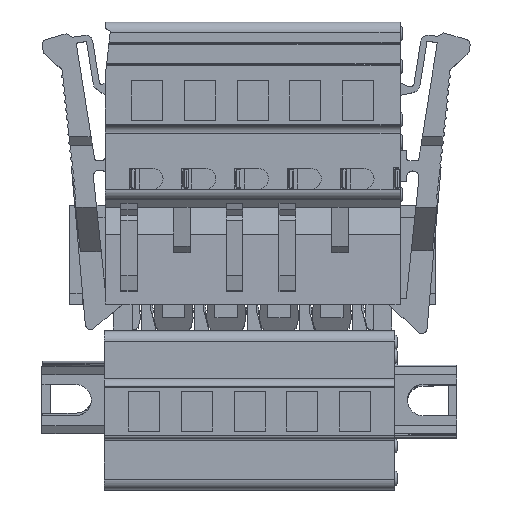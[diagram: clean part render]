
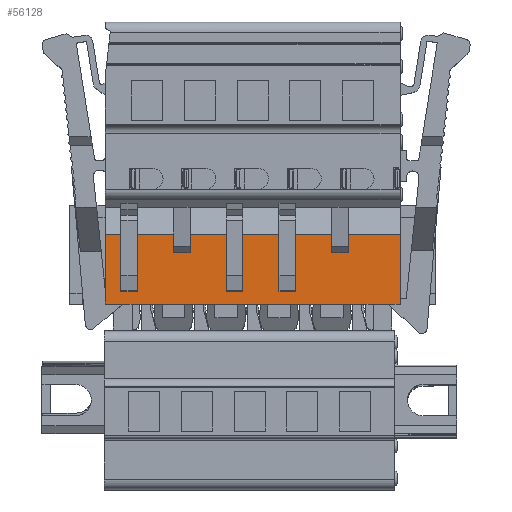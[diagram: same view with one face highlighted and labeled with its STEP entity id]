
A CAD part, top view. The second image highlights one B-rep face of the part: STEP entity #56128.
In plain terms, the highlighted planar face has unit normal (0, 0.003, 1).
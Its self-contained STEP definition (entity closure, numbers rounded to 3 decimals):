
#12930=ORIENTED_EDGE('',*,*,#19684,.F.);
#12931=ORIENTED_EDGE('',*,*,#19495,.T.);
#12932=ORIENTED_EDGE('',*,*,#19682,.T.);
#12933=ORIENTED_EDGE('',*,*,#19663,.T.);
#12934=ORIENTED_EDGE('',*,*,#19587,.T.);
#12935=ORIENTED_EDGE('',*,*,#19692,.T.);
#12936=ORIENTED_EDGE('',*,*,#19693,.T.);
#12937=ORIENTED_EDGE('',*,*,#19694,.F.);
#19495=EDGE_CURVE('',#23647,#23646,#27792,.T.);
#19587=EDGE_CURVE('',#23707,#23706,#27880,.T.);
#19663=EDGE_CURVE('',#23744,#23707,#27954,.T.);
#19682=EDGE_CURVE('',#23646,#23744,#27971,.T.);
#19684=EDGE_CURVE('',#23647,#23755,#27973,.T.);
#19692=EDGE_CURVE('',#23706,#23759,#27981,.T.);
#19693=EDGE_CURVE('',#23759,#23760,#27982,.T.);
#19694=EDGE_CURVE('',#23755,#23760,#27983,.T.);
#23646=VERTEX_POINT('',#89736);
#23647=VERTEX_POINT('',#89738);
#23706=VERTEX_POINT('',#89908);
#23707=VERTEX_POINT('',#89910);
#23744=VERTEX_POINT('',#90050);
#23755=VERTEX_POINT('',#90106);
#23759=VERTEX_POINT('',#90121);
#23760=VERTEX_POINT('',#90123);
#27792=LINE('',#89737,#32115);
#27880=LINE('',#89909,#32203);
#27954=LINE('',#90062,#32277);
#27971=LINE('',#90101,#32294);
#27973=LINE('',#90105,#32296);
#27981=LINE('',#90120,#32304);
#27982=LINE('',#90122,#32305);
#27983=LINE('',#90124,#32306);
#32115=VECTOR('',#68585,1000.);
#32203=VECTOR('',#68721,1000.);
#32277=VECTOR('',#68873,1000.);
#32294=VECTOR('',#68920,1000.);
#32296=VECTOR('',#68924,1000.);
#32304=VECTOR('',#68938,1000.);
#32305=VECTOR('',#68939,1000.);
#32306=VECTOR('',#68940,1000.);
#34761=EDGE_LOOP('',(#12930,#12931,#12932,#12933,#12934,#12935,#12936,#12937));
#37208=FACE_BOUND('',#34761,.T.);
#38788=PLANE('',#59145);
#56128=ADVANCED_FACE('',(#37208),#38788,.T.);
#59145=AXIS2_PLACEMENT_3D('',#90119,#68936,#68937);
#68585=DIRECTION('',(0.,-1.,0.003));
#68721=DIRECTION('',(1.,0.,0.));
#68873=DIRECTION('',(1.,0.,0.));
#68920=DIRECTION('',(1.,0.,0.));
#68924=DIRECTION('',(1.,0.,0.));
#68936=DIRECTION('',(0.,0.003,1.));
#68937=DIRECTION('',(0.,-1.,0.003));
#68938=DIRECTION('',(1.,0.,0.));
#68939=DIRECTION('',(1.,0.,0.));
#68940=DIRECTION('',(0.,-1.,0.003));
#89736=CARTESIAN_POINT('',(6.237,17.901,7.568));
#89737=CARTESIAN_POINT('',(6.237,15.4,7.574));
#89738=CARTESIAN_POINT('',(6.237,24.6,7.55));
#89908=CARTESIAN_POINT('',(31.261,17.901,7.568));
#89909=CARTESIAN_POINT('',(-32.343,17.901,7.568));
#89910=CARTESIAN_POINT('',(9.633,17.901,7.568));
#90050=CARTESIAN_POINT('',(8.836,17.901,7.568));
#90062=CARTESIAN_POINT('',(-32.343,17.901,7.568));
#90101=CARTESIAN_POINT('',(-32.343,17.901,7.568));
#90105=CARTESIAN_POINT('',(-1.905,24.6,7.55));
#90106=CARTESIAN_POINT('',(34.657,24.6,7.55));
#90119=CARTESIAN_POINT('',(-1.905,15.4,7.574));
#90120=CARTESIAN_POINT('',(-32.343,17.901,7.568));
#90121=CARTESIAN_POINT('',(32.058,17.901,7.568));
#90122=CARTESIAN_POINT('',(-32.343,17.901,7.568));
#90123=CARTESIAN_POINT('',(34.657,17.901,7.568));
#90124=CARTESIAN_POINT('',(34.657,15.4,7.574));
